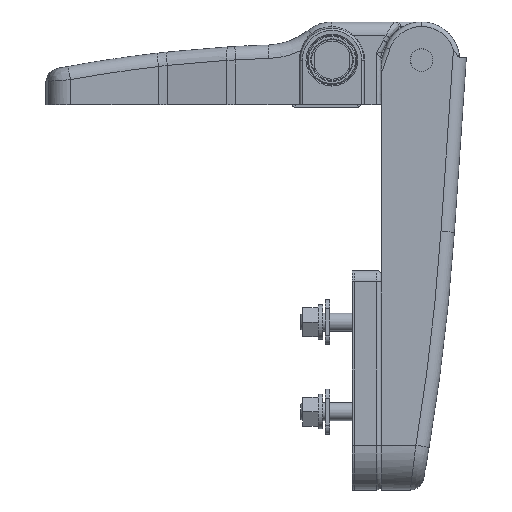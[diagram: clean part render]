
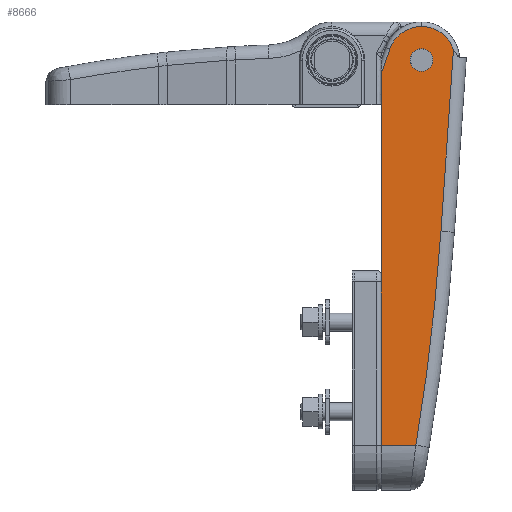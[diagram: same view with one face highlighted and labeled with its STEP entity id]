
A CAD part, front view. The second image highlights one B-rep face of the part: STEP entity #8666.
In plain terms, the highlighted planar face has unit normal (0, -1, 0).
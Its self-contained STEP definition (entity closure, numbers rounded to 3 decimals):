
#7390 = EDGE_CURVE ( 'NONE', #8153, #8154, #19415, .T. ) ;
#7618 = EDGE_LOOP ( 'NONE', ( #8339, #8340 ) ) ;
#7619 = EDGE_LOOP ( 'NONE', ( #8338, #8342, #8341, #8343, #8344, #8345, #8346 ) ) ;
#8138 = VERTEX_POINT ( 'NONE', #23324 ) ;
#8139 = VERTEX_POINT ( 'NONE', #23325 ) ;
#8153 = VERTEX_POINT ( 'NONE', #23339 ) ;
#8154 = VERTEX_POINT ( 'NONE', #23340 ) ;
#8338 = ORIENTED_EDGE ( 'NONE', *, *, #9007, .T. ) ;
#8339 = ORIENTED_EDGE ( 'NONE', *, *, #9005, .F. ) ;
#8340 = ORIENTED_EDGE ( 'NONE', *, *, #7390, .F. ) ;
#8341 = ORIENTED_EDGE ( 'NONE', *, *, #9008, .T. ) ;
#8342 = ORIENTED_EDGE ( 'NONE', *, *, #9006, .T. ) ;
#8343 = ORIENTED_EDGE ( 'NONE', *, *, #8595, .T. ) ;
#8344 = ORIENTED_EDGE ( 'NONE', *, *, #9009, .T. ) ;
#8345 = ORIENTED_EDGE ( 'NONE', *, *, #8978, .F. ) ;
#8346 = ORIENTED_EDGE ( 'NONE', *, *, #9010, .T. ) ;
#8484 = VERTEX_POINT ( 'NONE', #23424 ) ;
#8485 = VERTEX_POINT ( 'NONE', #23425 ) ;
#8565 = VERTEX_POINT ( 'NONE', #23505 ) ;
#8566 = VERTEX_POINT ( 'NONE', #23506 ) ;
#8567 = VERTEX_POINT ( 'NONE', #23507 ) ;
#8595 = EDGE_CURVE ( 'NONE', #8138, #8139, #19437, .T. ) ;
#8666 = ADVANCED_FACE ( 'NONE', ( #24203, #24208 ), #24444, .F. ) ;
#8978 = EDGE_CURVE ( 'NONE', #8484, #8485, #26647, .T. ) ;
#9005 = EDGE_CURVE ( 'NONE', #8154, #8153, #19531, .T. ) ;
#9006 = EDGE_CURVE ( 'NONE', #8566, #8567, #26764, .T. ) ;
#9007 = EDGE_CURVE ( 'NONE', #8565, #8566, #19532, .T. ) ;
#9008 = EDGE_CURVE ( 'NONE', #8567, #8138, #19533, .T. ) ;
#9009 = EDGE_CURVE ( 'NONE', #8139, #8485, #26773, .T. ) ;
#9010 = EDGE_CURVE ( 'NONE', #8484, #8565, #26776, .T. ) ;
#19415 = CIRCLE ( 'NONE', #24007, 5.1 ) ;
#19437 = CIRCLE ( 'NONE', #24058, 15. ) ;
#19531 = CIRCLE ( 'NONE', #25961, 5.1 ) ;
#19532 = CIRCLE ( 'NONE', #25963, 994. ) ;
#19533 = CIRCLE ( 'NONE', #25964, 15. ) ;
#23122 = CARTESIAN_POINT ( 'NONE',  ( 0., -29., 0. ) ) ;
#23123 = DIRECTION ( 'NONE',  ( 0., -1., 0. ) ) ;
#23124 = DIRECTION ( 'NONE',  ( 0., 0., -1. ) ) ;
#23324 = CARTESIAN_POINT ( 'NONE',  ( 0., -29., 15. ) ) ;
#23325 = CARTESIAN_POINT ( 'NONE',  ( -14.167, -29., 4.93 ) ) ;
#23339 = CARTESIAN_POINT ( 'NONE',  ( 0., -29., 5.1 ) ) ;
#23340 = CARTESIAN_POINT ( 'NONE',  ( 0., -29., -5.1 ) ) ;
#23424 = CARTESIAN_POINT ( 'NONE',  ( -18., -29., -172. ) ) ;
#23425 = CARTESIAN_POINT ( 'NONE',  ( -18., -29., -6.085 ) ) ;
#23505 = CARTESIAN_POINT ( 'NONE',  ( -2.557, -29., -172. ) ) ;
#23506 = CARTESIAN_POINT ( 'NONE',  ( 8.665, -29., -76.49 ) ) ;
#23507 = CARTESIAN_POINT ( 'NONE',  ( 14.241, -29., 4.712 ) ) ;
#23535 = CARTESIAN_POINT ( 'NONE',  ( 0., -29., 0. ) ) ;
#23536 = DIRECTION ( 'NONE',  ( 0., -1., 0. ) ) ;
#23537 = DIRECTION ( 'NONE',  ( 0., 0., 1. ) ) ;
#24007 = AXIS2_PLACEMENT_3D ( 'NONE', #23122, #23123, #23124 ) ;
#24058 = AXIS2_PLACEMENT_3D ( 'NONE', #23535, #23536, #23537 ) ;
#24203 = FACE_BOUND ( 'NONE', #7618, .T. ) ;
#24208 = FACE_OUTER_BOUND ( 'NONE', #7619, .T. ) ;
#24209 = AXIS2_PLACEMENT_3D ( 'NONE', #24451, #24452, #24453 ) ;
#24444 = PLANE ( 'NONE',  #24209 ) ;
#24451 = CARTESIAN_POINT ( 'NONE',  ( 0., -29., 0. ) ) ;
#24452 = DIRECTION ( 'NONE',  ( 0., 1., 0. ) ) ;
#24453 = DIRECTION ( 'NONE',  ( 0., 0., 1. ) ) ;
#25939 = VECTOR ( 'NONE', #26651, 1000. ) ;
#25961 = AXIS2_PLACEMENT_3D ( 'NONE', #26760, #26761, #26762 ) ;
#25963 = AXIS2_PLACEMENT_3D ( 'NONE', #26763, #26767, #26768 ) ;
#25964 = AXIS2_PLACEMENT_3D ( 'NONE', #26769, #26770, #26771 ) ;
#25967 = VECTOR ( 'NONE', #26766, 1000. ) ;
#25968 = VECTOR ( 'NONE', #26775, 1000. ) ;
#25970 = VECTOR ( 'NONE', #26778, 1000. ) ;
#26647 = LINE ( 'NONE', #26649, #25939 ) ;
#26649 = CARTESIAN_POINT ( 'NONE',  ( -18., -29., 0. ) ) ;
#26651 = DIRECTION ( 'NONE',  ( 0., 0., 1. ) ) ;
#26760 = CARTESIAN_POINT ( 'NONE',  ( 0., -29., 0. ) ) ;
#26761 = DIRECTION ( 'NONE',  ( 0., -1., 0. ) ) ;
#26762 = DIRECTION ( 'NONE',  ( 0., 0., -1. ) ) ;
#26763 = CARTESIAN_POINT ( 'NONE',  ( -983., -29., -8.394 ) ) ;
#26764 = LINE ( 'NONE', #26765, #25967 ) ;
#26765 = CARTESIAN_POINT ( 'NONE',  ( 14.014, -29., 1.411 ) ) ;
#26766 = DIRECTION ( 'NONE',  ( 0.069, 0., 0.998 ) ) ;
#26767 = DIRECTION ( 'NONE',  ( 0., -1., 0. ) ) ;
#26768 = DIRECTION ( 'NONE',  ( 0., 0., 1. ) ) ;
#26769 = CARTESIAN_POINT ( 'NONE',  ( 0., -29., 0. ) ) ;
#26770 = DIRECTION ( 'NONE',  ( 0., -1., 0. ) ) ;
#26771 = DIRECTION ( 'NONE',  ( 0., 0., 1. ) ) ;
#26773 = LINE ( 'NONE', #26774, #25968 ) ;
#26774 = CARTESIAN_POINT ( 'NONE',  ( -14.167, -29., 4.93 ) ) ;
#26775 = DIRECTION ( 'NONE',  ( -0.329, 0., -0.944 ) ) ;
#26776 = LINE ( 'NONE', #26777, #25970 ) ;
#26777 = CARTESIAN_POINT ( 'NONE',  ( 0., -29., -172. ) ) ;
#26778 = DIRECTION ( 'NONE',  ( 1., 0., 0. ) ) ;
